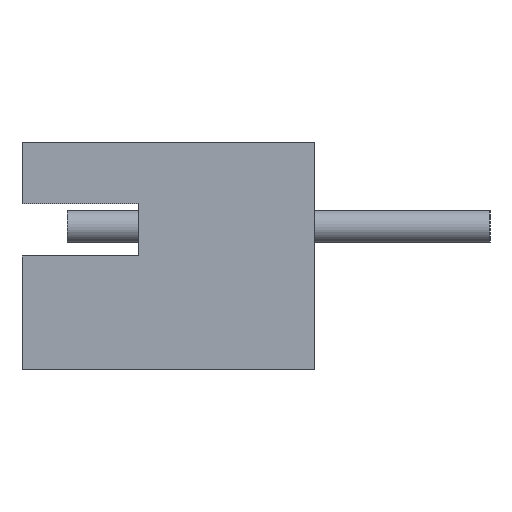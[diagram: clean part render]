
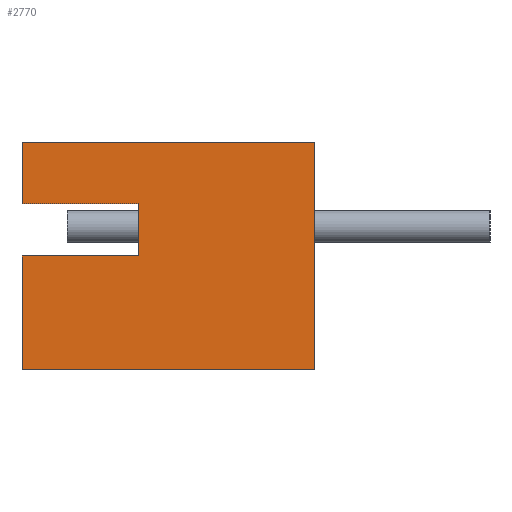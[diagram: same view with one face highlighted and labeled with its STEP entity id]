
A CAD part, left-side view. The second image highlights one B-rep face of the part: STEP entity #2770.
In plain terms, the highlighted planar face has unit normal (-1, 0, 0).
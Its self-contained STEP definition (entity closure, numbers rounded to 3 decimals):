
#184 = CARTESIAN_POINT ( 'NONE',  ( -9.75, 2.7, -1.75 ) ) ;
#185 = DIRECTION ( 'NONE',  ( 0., -1., 0. ) ) ;
#186 = VECTOR ( 'NONE', #185, 1000. ) ;
#187 = CARTESIAN_POINT ( 'NONE',  ( -9.75, 4.5, -0.95 ) ) ;
#188 = LINE ( 'NONE', #187, #186 ) ;
#432 = CARTESIAN_POINT ( 'NONE',  ( -9.75, 4.5, 0. ) ) ;
#433 = DIRECTION ( 'NONE',  ( 0., 0., 1. ) ) ;
#434 = VECTOR ( 'NONE', #433, 1000. ) ;
#435 = CARTESIAN_POINT ( 'NONE',  ( -9.75, 4.5, 0. ) ) ;
#436 = LINE ( 'NONE', #435, #434 ) ;
#437 = CARTESIAN_POINT ( 'NONE',  ( -9.75, 4.5, -0.95 ) ) ;
#732 = CARTESIAN_POINT ( 'NONE',  ( -9.75, 2.7, -0.95 ) ) ;
#969 = FACE_OUTER_BOUND ( 'NONE', #2342, .T. ) ;
#1027 = DIRECTION ( 'NONE',  ( 0., 0., 1. ) ) ;
#1028 = DIRECTION ( 'NONE',  ( -1., 0., 0. ) ) ;
#1029 = CARTESIAN_POINT ( 'NONE',  ( -9.75, 4.5, 0. ) ) ;
#1030 = AXIS2_PLACEMENT_3D ( 'NONE', #1029, #1028, #1027 ) ;
#1032 = PLANE ( 'NONE',  #1030 ) ;
#2289 = ORIENTED_EDGE ( 'NONE', *, *, #2517, .F. ) ;
#2290 = ORIENTED_EDGE ( 'NONE', *, *, #2557, .F. ) ;
#2319 = EDGE_CURVE ( 'NONE', #2555, #2706, #188, .T. ) ;
#2320 = ORIENTED_EDGE ( 'NONE', *, *, #2349, .T. ) ;
#2321 = VERTEX_POINT ( 'NONE', #184 ) ;
#2342 = EDGE_LOOP ( 'NONE', ( #2705, #2320, #2350, #2730, #2674, #2675, #2289, #2290 ) ) ;
#2349 = EDGE_CURVE ( 'NONE', #2706, #2321, #3065, .T. ) ;
#2350 = ORIENTED_EDGE ( 'NONE', *, *, #2351, .T. ) ;
#2351 = EDGE_CURVE ( 'NONE', #2321, #2423, #3061, .T. ) ;
#2373 = EDGE_CURVE ( 'NONE', #2518, #2374, #2947, .T. ) ;
#2374 = VERTEX_POINT ( 'NONE', #2943 ) ;
#2404 = EDGE_CURVE ( 'NONE', #2374, #2405, #3007, .T. ) ;
#2405 = VERTEX_POINT ( 'NONE', #3003 ) ;
#2422 = EDGE_CURVE ( 'NONE', #2405, #2423, #3094, .T. ) ;
#2423 = VERTEX_POINT ( 'NONE', #3189 ) ;
#2517 = EDGE_CURVE ( 'NONE', #2558, #2518, #3268, .T. ) ;
#2518 = VERTEX_POINT ( 'NONE', #3289 ) ;
#2555 = VERTEX_POINT ( 'NONE', #437 ) ;
#2557 = EDGE_CURVE ( 'NONE', #2555, #2558, #436, .T. ) ;
#2558 = VERTEX_POINT ( 'NONE', #432 ) ;
#2674 = ORIENTED_EDGE ( 'NONE', *, *, #2404, .F. ) ;
#2675 = ORIENTED_EDGE ( 'NONE', *, *, #2373, .F. ) ;
#2705 = ORIENTED_EDGE ( 'NONE', *, *, #2319, .T. ) ;
#2706 = VERTEX_POINT ( 'NONE', #732 ) ;
#2730 = ORIENTED_EDGE ( 'NONE', *, *, #2422, .F. ) ;
#2770 = ADVANCED_FACE ( 'NONE', ( #969 ), #1032, .T. ) ;
#2943 = CARTESIAN_POINT ( 'NONE',  ( -9.75, 0., -3.5 ) ) ;
#2944 = DIRECTION ( 'NONE',  ( 0., 0., -1. ) ) ;
#2945 = VECTOR ( 'NONE', #2944, 1000. ) ;
#2946 = CARTESIAN_POINT ( 'NONE',  ( -9.75, 0., 0. ) ) ;
#2947 = LINE ( 'NONE', #2946, #2945 ) ;
#3003 = CARTESIAN_POINT ( 'NONE',  ( -9.75, 4.5, -3.5 ) ) ;
#3004 = DIRECTION ( 'NONE',  ( 0., 1., 0. ) ) ;
#3005 = VECTOR ( 'NONE', #3004, 1000. ) ;
#3006 = CARTESIAN_POINT ( 'NONE',  ( -9.75, 0., -3.5 ) ) ;
#3007 = LINE ( 'NONE', #3006, #3005 ) ;
#3050 = DIRECTION ( 'NONE',  ( 0., 1., 0. ) ) ;
#3051 = VECTOR ( 'NONE', #3050, 1000. ) ;
#3060 = CARTESIAN_POINT ( 'NONE',  ( -9.75, 4.5, -1.75 ) ) ;
#3061 = LINE ( 'NONE', #3060, #3051 ) ;
#3062 = DIRECTION ( 'NONE',  ( 0., 0., -1. ) ) ;
#3063 = VECTOR ( 'NONE', #3062, 1000. ) ;
#3064 = CARTESIAN_POINT ( 'NONE',  ( -9.75, 2.7, -0.95 ) ) ;
#3065 = LINE ( 'NONE', #3064, #3063 ) ;
#3082 = DIRECTION ( 'NONE',  ( 0., -1., 0. ) ) ;
#3085 = VECTOR ( 'NONE', #3082, 1000. ) ;
#3094 = LINE ( 'NONE', #3097, #3096 ) ;
#3095 = DIRECTION ( 'NONE',  ( 0., 0., 1. ) ) ;
#3096 = VECTOR ( 'NONE', #3095, 1000. ) ;
#3097 = CARTESIAN_POINT ( 'NONE',  ( -9.75, 4.5, 0. ) ) ;
#3189 = CARTESIAN_POINT ( 'NONE',  ( -9.75, 4.5, -1.75 ) ) ;
#3267 = CARTESIAN_POINT ( 'NONE',  ( -9.75, 0., 0. ) ) ;
#3268 = LINE ( 'NONE', #3267, #3085 ) ;
#3289 = CARTESIAN_POINT ( 'NONE',  ( -9.75, 0., 0. ) ) ;
